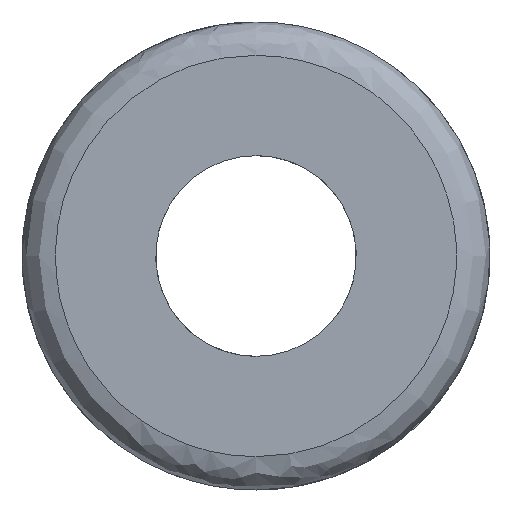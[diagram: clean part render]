
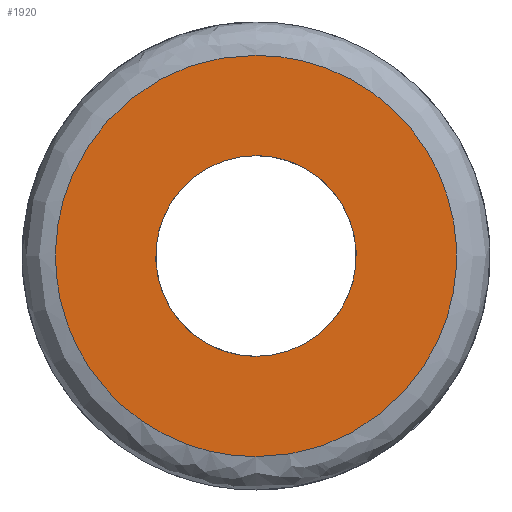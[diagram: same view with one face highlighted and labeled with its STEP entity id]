
A CAD part, left-side view. The second image highlights one B-rep face of the part: STEP entity #1920.
In plain terms, the highlighted free-form (B-spline) face has degree [1, 1] with [2, 2] control points.
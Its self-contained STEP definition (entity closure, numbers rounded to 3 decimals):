
#840 = CARTESIAN_POINT ('', (0., 0., -1.5));
#850 = VERTEX_POINT ('', #840);
#910 = CARTESIAN_POINT ('', (0., 0., 1.5));
#920 = VERTEX_POINT ('', #910);
#930 = CARTESIAN_POINT ('', (0., 0., -1.5));
#940 = CARTESIAN_POINT ('', (0., -3., -1.5));
#950 = CARTESIAN_POINT ('', (0., -3., 1.5));
#960 = CARTESIAN_POINT ('', (0., 0., 1.5));
#970 = (
   BOUNDED_CURVE ()
   B_SPLINE_CURVE (3, (#930, #940, #950, #960), .UNSPECIFIED., .F., .U.)
   B_SPLINE_CURVE_WITH_KNOTS ((4, 4), (0., 1.), .UNSPECIFIED.)
   CURVE ()
   GEOMETRIC_REPRESENTATION_ITEM ()
   RATIONAL_B_SPLINE_CURVE ((1., 0.333, 0.333, 1.))
   REPRESENTATION_ITEM ('')
);
#980 = EDGE_CURVE ('', #850, #920, #970, .T.);
#1000 = CARTESIAN_POINT ('', (0., 0., 1.5));
#1010 = CARTESIAN_POINT ('', (0., 3., 1.5));
#1020 = CARTESIAN_POINT ('', (0., 3., -1.5));
#1030 = CARTESIAN_POINT ('', (0., 0., -1.5));
#1040 = (
   BOUNDED_CURVE ()
   B_SPLINE_CURVE (3, (#1000, #1010, #1020, #1030), .UNSPECIFIED., .F., .U.)
   B_SPLINE_CURVE_WITH_KNOTS ((4, 4), (0., 1.), .UNSPECIFIED.)
   CURVE ()
   GEOMETRIC_REPRESENTATION_ITEM ()
   RATIONAL_B_SPLINE_CURVE ((1., 0.333, 0.333, 1.))
   REPRESENTATION_ITEM ('')
);
#1050 = EDGE_CURVE ('', #920, #850, #1040, .T.);
#1270 = CARTESIAN_POINT ('', (0., 0., -3.));
#1280 = VERTEX_POINT ('', #1270);
#1290 = CARTESIAN_POINT ('', (0., 0., 3.));
#1300 = VERTEX_POINT ('', #1290);
#1310 = CARTESIAN_POINT ('', (0., 0., -3.));
#1320 = CARTESIAN_POINT ('', (0., -0.817, -3.));
#1330 = CARTESIAN_POINT ('', (0., -1.524, -2.707));
#1340 = CARTESIAN_POINT ('', (0., -2.121, -2.121));
#1350 = CARTESIAN_POINT ('', (0., -2.404, -1.844));
#1360 = CARTESIAN_POINT ('', (0., -2.626, -1.505));
#1370 = CARTESIAN_POINT ('', (0., -2.789, -1.104));
#1380 = CARTESIAN_POINT ('', (0., -2.927, -0.767));
#1390 = CARTESIAN_POINT ('', (0., -2.997, -0.399));
#1400 = CARTESIAN_POINT ('', (0., -3., 0.));
#1410 = CARTESIAN_POINT ('', (0., -3.003, 0.364));
#1420 = CARTESIAN_POINT ('', (0., -2.933, 0.732));
#1430 = CARTESIAN_POINT ('', (0., -2.789, 1.104));
#1440 = CARTESIAN_POINT ('', (0., -2.647, 1.473));
#1450 = CARTESIAN_POINT ('', (0., -2.424, 1.812));
#1460 = CARTESIAN_POINT ('', (0., -2.121, 2.121));
#1470 = CARTESIAN_POINT ('', (0., -1.844, 2.404));
#1480 = CARTESIAN_POINT ('', (0., -1.505, 2.626));
#1490 = CARTESIAN_POINT ('', (0., -1.104, 2.789));
#1500 = CARTESIAN_POINT ('', (0., -0.759, 2.93));
#1510 = CARTESIAN_POINT ('', (0., -0.391, 3.));
#1520 = CARTESIAN_POINT ('', (0., 0., 3.));
#1530 = B_SPLINE_CURVE_WITH_KNOTS ('', 3, (#1310, #1320, #1330, #1340, #1350, #1360, #1370, #1380, #1390, #1400, #1410, #1420, #1430, #1440, #1450, #1460, #1470, #1480, #1490, #1500, #1510, #1520), .UNSPECIFIED., .F., .U., (4, 3, 3, 3, 3, 3, 3, 4), (0., 0.25, 0.375, 0.5, 0.625, 0.75, 0.875, 1.), .UNSPECIFIED.);
#1540 = EDGE_CURVE ('', #1280, #1300, #1530, .T.);
#1550 = ORIENTED_EDGE ('', *, *, #1540, .T.);
#1560 = CARTESIAN_POINT ('', (0., 0., 3.));
#1570 = CARTESIAN_POINT ('', (0., 0.823, 3.));
#1580 = CARTESIAN_POINT ('', (0., 1.533, 2.704));
#1590 = CARTESIAN_POINT ('', (0., 2.131, 2.112));
#1600 = CARTESIAN_POINT ('', (0., 2.395, 1.85));
#1610 = CARTESIAN_POINT ('', (0., 2.607, 1.533));
#1620 = CARTESIAN_POINT ('', (0., 2.767, 1.159));
#1630 = CARTESIAN_POINT ('', (0., 2.918, 0.806));
#1640 = CARTESIAN_POINT ('', (0., 2.996, 0.42));
#1650 = CARTESIAN_POINT ('', (0., 3., 0.));
#1660 = CARTESIAN_POINT ('', (0., 3.004, -0.383));
#1670 = CARTESIAN_POINT ('', (0., 2.926, -0.77));
#1680 = CARTESIAN_POINT ('', (0., 2.767, -1.159));
#1690 = CARTESIAN_POINT ('', (0., 2.627, -1.502));
#1700 = CARTESIAN_POINT ('', (0., 2.415, -1.82));
#1710 = CARTESIAN_POINT ('', (0., 2.131, -2.112));
#1720 = CARTESIAN_POINT ('', (0., 1.861, -2.389));
#1730 = CARTESIAN_POINT ('', (0., 1.531, -2.61));
#1740 = CARTESIAN_POINT ('', (0., 1.14, -2.775));
#1750 = CARTESIAN_POINT ('', (0., 0.784, -2.925));
#1760 = CARTESIAN_POINT ('', (0., 0.404, -3.));
#1770 = CARTESIAN_POINT ('', (0., 0., -3.));
#1780 = B_SPLINE_CURVE_WITH_KNOTS ('', 3, (#1560, #1570, #1580, #1590, #1600, #1610, #1620, #1630, #1640, #1650, #1660, #1670, #1680, #1690, #1700, #1710, #1720, #1730, #1740, #1750, #1760, #1770), .UNSPECIFIED., .F., .U., (4, 3, 3, 3, 3, 3, 3, 4), (0., 0.25, 0.375, 0.5, 0.625, 0.75, 0.875, 1.), .UNSPECIFIED.);
#1790 = EDGE_CURVE ('', #1300, #1280, #1780, .T.);
#1800 = ORIENTED_EDGE ('', *, *, #1790, .T.);
#1810 = EDGE_LOOP ('', (#1550, #1800));
#1820 = FACE_OUTER_BOUND ('', #1810, .T.);
#1830 = ORIENTED_EDGE ('', *, *, #980, .F.);
#1840 = ORIENTED_EDGE ('', *, *, #1050, .F.);
#1850 = EDGE_LOOP ('', (#1830, #1840));
#1860 = FACE_BOUND ('', #1850, .T.);
#1870 = CARTESIAN_POINT ('', (0., 3.039, 3.036));
#1880 = CARTESIAN_POINT ('', (0., -3.038, 3.036));
#1890 = CARTESIAN_POINT ('', (0., 3.039, -3.036));
#1900 = CARTESIAN_POINT ('', (0., -3.038, -3.036));
#1910 = B_SPLINE_SURFACE_WITH_KNOTS ('', 1, 1, ((#1870, #1880), (#1890, #1900)), .UNSPECIFIED., .F., .F., .U., (2, 2), (2, 2), (0., 1.), (0., 1.), .UNSPECIFIED.);
#1920 = ADVANCED_FACE ('', (#1820, #1860), #1910, .T.);
